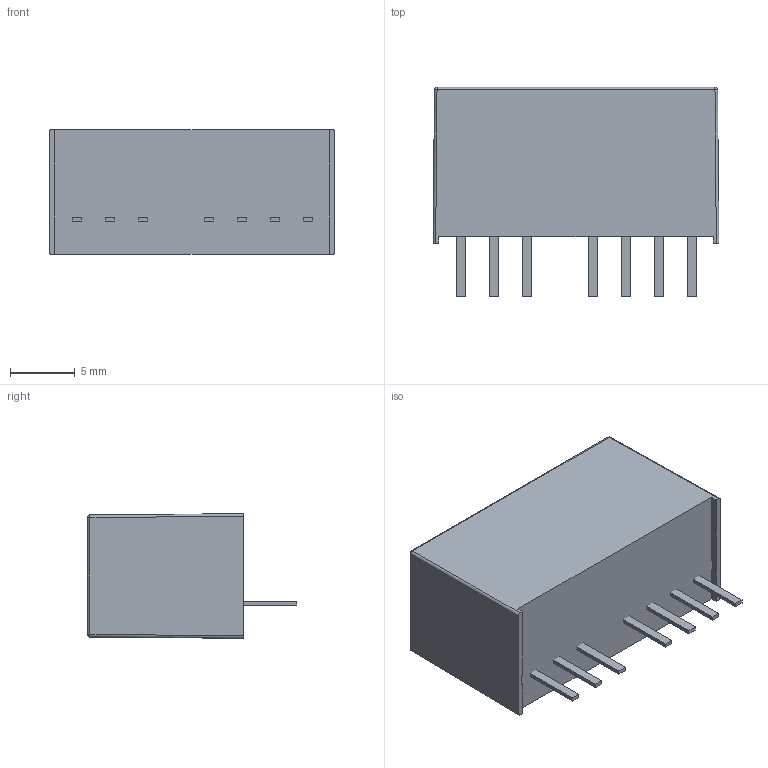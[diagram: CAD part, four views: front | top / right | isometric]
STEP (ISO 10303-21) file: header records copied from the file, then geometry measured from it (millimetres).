
FILE_DESCRIPTION((''),'2;1');
FILE_NAME('URB48_S-6WR3__ASM_1_ASM','2021-07-17T',('eng717'),(''),'PRO/ENGINEER BY PARAMETRIC TECHNOLOGY CORPORATION, 2014000','PRO/ENGINEER BY PARAMETRIC TECHNOLOGY CORPORATION, 2014000','');
FILE_SCHEMA(('CONFIG_CONTROL_DESIGN'));
Length unit declared in the file: millimetre
Products named in the file (5): 16010272_SMD__URB_S-10WR3_-A_1; FREE-MODELS_ASM_1_ASM; PCB_ASM_1_ASM; 11040095_WR_S-3WR3_M_-B_1; URB48_S-6WR3__ASM_1_ASM
Assembly tree (4 placements, depth 4):
  URB48_S-6WR3__ASM_1_ASM
    PCB_ASM_1_ASM
      FREE-MODELS_ASM_1_ASM
        16010272_SMD__URB_S-10WR3_-A_1
    11040095_WR_S-3WR3_M_-B_1
Bounding box: 22 x 16.1 x 9.6 mm (x, y, z)
Volume: 819.8 mm3; surface area: 2264.8 mm2
Topology: 2 solids, 3 shells, 156 faces, 392 edges, 248 vertices
Faces by surface type: plane 120, cylinder 28, sphere 8
Entity records: 5504 total; most frequent: CARTESIAN_POINT 843, ORIENTED_EDGE 768, DIRECTION 748, EDGE_CURVE 384, VECTOR 326, LINE 326, VERTEX_POINT 248, PRESENTATION_STYLE_ASSIGNMENT 235
